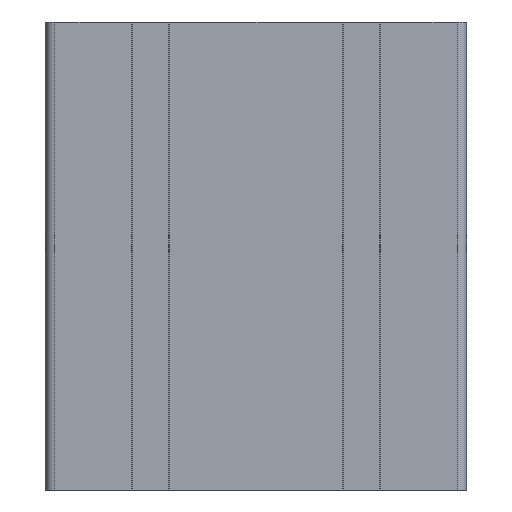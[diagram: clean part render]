
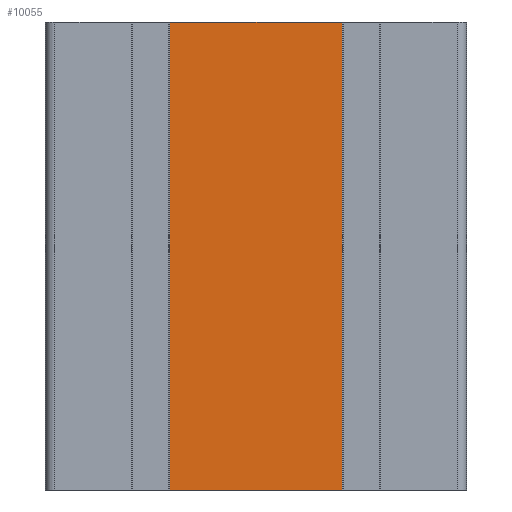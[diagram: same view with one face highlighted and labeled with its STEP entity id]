
A CAD part, left-side view. The second image highlights one B-rep face of the part: STEP entity #10055.
In plain terms, the highlighted planar face has unit normal (-1, 0, 0).
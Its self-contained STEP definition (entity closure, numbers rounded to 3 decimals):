
#4792=CARTESIAN_POINT('',(-90.,-18.4,0.0));
#4793=VERTEX_POINT('',#4792);
#4800=CARTESIAN_POINT('',(-90.0,18.4,0.0));
#4801=VERTEX_POINT('',#4800);
#4802=CARTESIAN_POINT('',(-90.0,18.4,0.0));
#4803=DIRECTION('',(0.0,-1.0,0.0));
#4804=VECTOR('',#4803,36.8);
#4805=LINE('',#4802,#4804);
#4806=EDGE_CURVE('',#4801,#4793,#4805,.T.);
#10013=CARTESIAN_POINT('',(-90.,-18.4,100.0));
#10014=VERTEX_POINT('',#10013);
#10021=CARTESIAN_POINT('',(-90.,-18.4,0.0));
#10022=DIRECTION('',(0.0,0.0,1.0));
#10023=VECTOR('',#10022,100.0);
#10024=LINE('',#10021,#10023);
#10025=EDGE_CURVE('',#4793,#10014,#10024,.T.);
#10032=CARTESIAN_POINT('',(-90.,-18.4,0.0));
#10033=DIRECTION('',(-1.0,0.0,0.0));
#10034=DIRECTION('',(0.0,0.0,1.0));
#10035=AXIS2_PLACEMENT_3D('',#10032,#10033,#10034);
#10036=PLANE('',#10035);
#10037=CARTESIAN_POINT('',(-90.0,18.4,100.0));
#10038=VERTEX_POINT('',#10037);
#10039=CARTESIAN_POINT('',(-90.,-18.4,100.0));
#10040=DIRECTION('',(0.0,1.0,0.0));
#10041=VECTOR('',#10040,36.8);
#10042=LINE('',#10039,#10041);
#10043=EDGE_CURVE('',#10014,#10038,#10042,.T.);
#10044=ORIENTED_EDGE('',*,*,#10043,.T.);
#10045=CARTESIAN_POINT('',(-90.0,18.4,0.0));
#10046=DIRECTION('',(0.0,0.0,1.0));
#10047=VECTOR('',#10046,100.0);
#10048=LINE('',#10045,#10047);
#10049=EDGE_CURVE('',#4801,#10038,#10048,.T.);
#10050=ORIENTED_EDGE('',*,*,#10049,.F.);
#10051=ORIENTED_EDGE('',*,*,#4806,.T.);
#10052=ORIENTED_EDGE('',*,*,#10025,.T.);
#10053=EDGE_LOOP('',(#10044,#10050,#10051,#10052));
#10054=FACE_OUTER_BOUND('',#10053,.T.);
#10055=ADVANCED_FACE('',(#10054),#10036,.T.);
